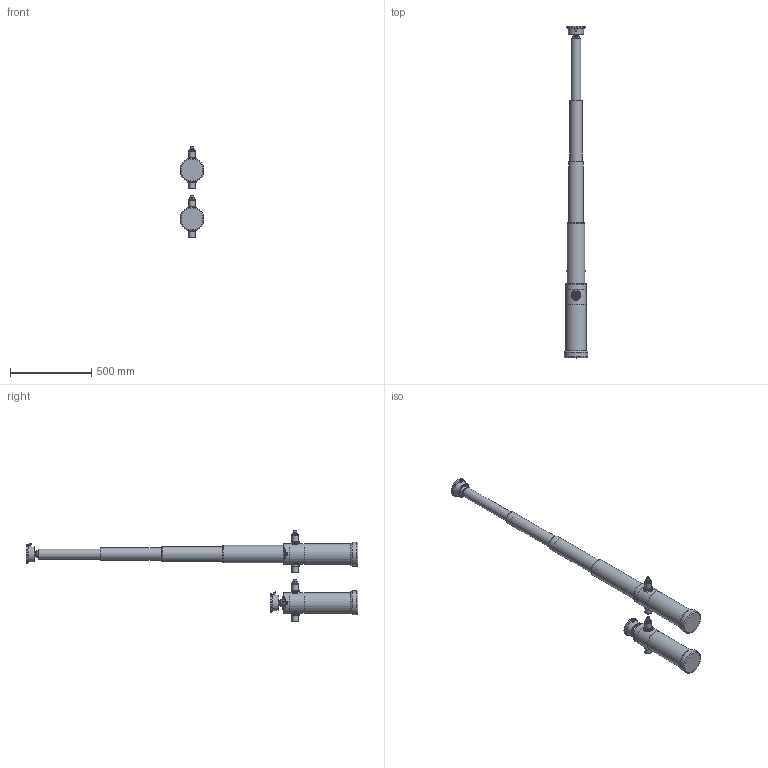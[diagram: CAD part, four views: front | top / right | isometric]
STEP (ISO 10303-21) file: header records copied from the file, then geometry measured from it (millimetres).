
FILE_DESCRIPTION(/* description */ ('Unknown'),/* implementation_level */ '2;1');
FILE_NAME(/* name */ '100-150-04-80_STP',/* time_stamp */ '2020-07-14T11:50:19+02:00',/* author */ ('Unknown'),/* organization */ ('Unknown'),/* preprocessor_version */ 'ST-DEVELOPER v16.7',/* originating_system */ 'DEX',/* authorisation */ $);
FILE_SCHEMA (('AUTOMOTIVE_DESIGN {1 0 10303 214 3 1 1}'));
Length unit declared in the file: millimetre
Products named in the file (17): 100-150-04-80_STP; R0126-30_oa_0; R0107-1000000_oa_1; R0091-0000000_oa_2; 1070551100; 1060750120; 5020750025; 5140601045; R0076-0000000_oa_3; R0061-000SF55_oa_4; R0126-30_oa_5; R0107-1000000_oa_6; R0091-0000000_oa_7; R0076-0000000_oa_8; R0061-000SF55_oa_9; 1001500480
Assembly tree (19 placements, depth 3):
  100-150-04-80_STP
    R0126-30_oa_0
    R0107-1000000_oa_1
    R0091-0000000_oa_2
    1070551100  x2
      1070551100
      1060750120
      5020750025
      5140601045
    R0076-0000000_oa_3
    R0061-000SF55_oa_4
    R0126-30_oa_5
    R0107-1000000_oa_6
    R0091-0000000_oa_7
    R0076-0000000_oa_8
    R0061-000SF55_oa_9
    1001500480  x2
Bounding box: 147 x 2037 x 559.79 mm (x, y, z)
Volume: 10843270.5 mm3; surface area: 2579018.3 mm2
Topology: 22 solids, 26 shells, 1076 faces, 2566 edges, 1688 vertices
Faces by surface type: plane 470, cylinder 220, bspline 202, cone 90, torus 88, sphere 6
Full cylindrical faces by diameter (mm): 2 x4, 3.2 x2, 4.917 x4, 6.6 x2, 11 x2, 12 x2, 16.5 x2, 18 x2, 18.45 x4, 19 x4, 20.955 x4, 22.75 x6, 23 x2, 33 x2, 40 x4, 49.5 x4, 61 x4, 61.5 x2, 65.5 x6, 74 x2, 75 x4, 76 x4, 76.5 x2, 78 x2, 81 x2, 81.5 x4, 91 x4, 91.5 x2, 95 x2, 95.5 x4
Entity records: 41738 total; most frequent: CARTESIAN_POINT 22357, ORIENTED_EDGE 3632, DIRECTION 3445, EDGE_CURVE 1816, AXIS2_PLACEMENT_3D 1409, VERTEX_POINT 1316, FACE_BOUND 1266, EDGE_LOOP 1264
